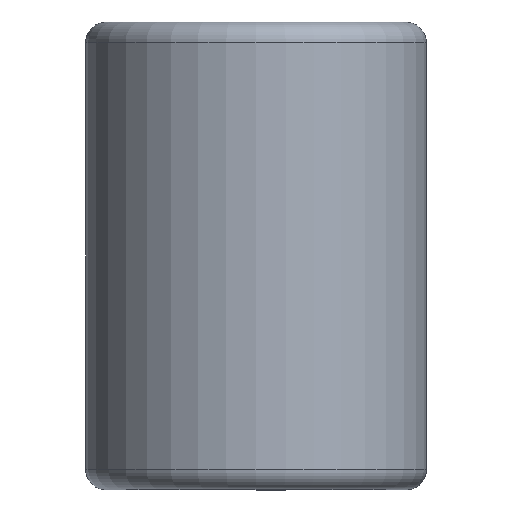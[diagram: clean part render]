
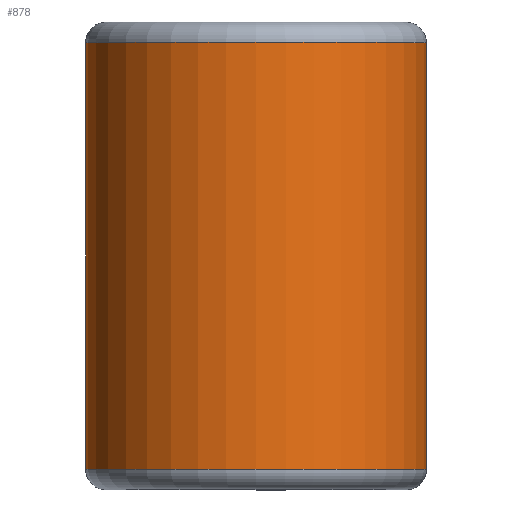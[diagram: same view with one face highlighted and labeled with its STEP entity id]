
A CAD part, top view. The second image highlights one B-rep face of the part: STEP entity #878.
In plain terms, the highlighted cylindrical face has radius 6.363 mm (diameter 12.725 mm), a partial arc.
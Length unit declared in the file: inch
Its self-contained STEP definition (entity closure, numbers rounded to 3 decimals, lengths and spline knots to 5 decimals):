
#85 = ORIENTED_EDGE ( 'NONE', *, *, #2077, .T. ) ;
#87 = VERTEX_POINT ( 'NONE', #530 ) ;
#121 = CARTESIAN_POINT ( 'NONE',  ( 0.2505, 0.31375, 0. ) ) ;
#201 = CARTESIAN_POINT ( 'NONE',  ( 0.2505, 0.31375, 0. ) ) ;
#258 = CARTESIAN_POINT ( 'NONE',  ( 0., -0.31375, 0. ) ) ;
#268 = CIRCLE ( 'NONE', #1455, 0.2505 ) ;
#279 = CARTESIAN_POINT ( 'NONE',  ( 0., 0.3125, 0. ) ) ;
#401 = CARTESIAN_POINT ( 'NONE',  ( 0., -0.31375, -0.2505 ) ) ;
#414 = EDGE_CURVE ( 'NONE', #1725, #1126, #984, .T. ) ;
#439 = DIRECTION ( 'NONE',  ( 0., 0., -1. ) ) ;
#530 = CARTESIAN_POINT ( 'NONE',  ( 0.2505, -0.31375, 0. ) ) ;
#653 = AXIS2_PLACEMENT_3D ( 'NONE', #279, #1377, #1385 ) ;
#710 = LINE ( 'NONE', #2271, #2102 ) ;
#878 = ADVANCED_FACE ( 'NONE', ( #2294 ), #1341, .T. ) ;
#983 = VECTOR ( 'NONE', #1141, 39.37008 ) ;
#984 = CIRCLE ( 'NONE', #1247, 0.2505 ) ;
#1038 = LINE ( 'NONE', #201, #983 ) ;
#1126 = VERTEX_POINT ( 'NONE', #2213 ) ;
#1141 = DIRECTION ( 'NONE',  ( 0., 1., 0. ) ) ;
#1171 = DIRECTION ( 'NONE',  ( 0., 1., 0. ) ) ;
#1247 = AXIS2_PLACEMENT_3D ( 'NONE', #2105, #1931, #1759 ) ;
#1287 = ORIENTED_EDGE ( 'NONE', *, *, #414, .T. ) ;
#1341 = CYLINDRICAL_SURFACE ( 'NONE', #653, 0.2505 ) ;
#1377 = DIRECTION ( 'NONE',  ( 0., -1., 0. ) ) ;
#1385 = DIRECTION ( 'NONE',  ( 0., 0., -1. ) ) ;
#1455 = AXIS2_PLACEMENT_3D ( 'NONE', #258, #1540, #439 ) ;
#1495 = ORIENTED_EDGE ( 'NONE', *, *, #1529, .F. ) ;
#1511 = EDGE_CURVE ( 'NONE', #87, #2061, #268, .T. ) ;
#1529 = EDGE_CURVE ( 'NONE', #2061, #1126, #710, .T. ) ;
#1540 = DIRECTION ( 'NONE',  ( 0., -1., 0. ) ) ;
#1725 = VERTEX_POINT ( 'NONE', #121 ) ;
#1759 = DIRECTION ( 'NONE',  ( 0., 0., -1. ) ) ;
#1784 = EDGE_LOOP ( 'NONE', ( #85, #1287, #1495, #2290 ) ) ;
#1931 = DIRECTION ( 'NONE',  ( 0., -1., 0. ) ) ;
#2061 = VERTEX_POINT ( 'NONE', #401 ) ;
#2077 = EDGE_CURVE ( 'NONE', #87, #1725, #1038, .T. ) ;
#2102 = VECTOR ( 'NONE', #1171, 39.37008 ) ;
#2105 = CARTESIAN_POINT ( 'NONE',  ( 0., 0.31375, 0. ) ) ;
#2213 = CARTESIAN_POINT ( 'NONE',  ( 0., 0.31375, -0.2505 ) ) ;
#2271 = CARTESIAN_POINT ( 'NONE',  ( 0., 0.31375, -0.2505 ) ) ;
#2290 = ORIENTED_EDGE ( 'NONE', *, *, #1511, .F. ) ;
#2294 = FACE_OUTER_BOUND ( 'NONE', #1784, .T. ) ;
